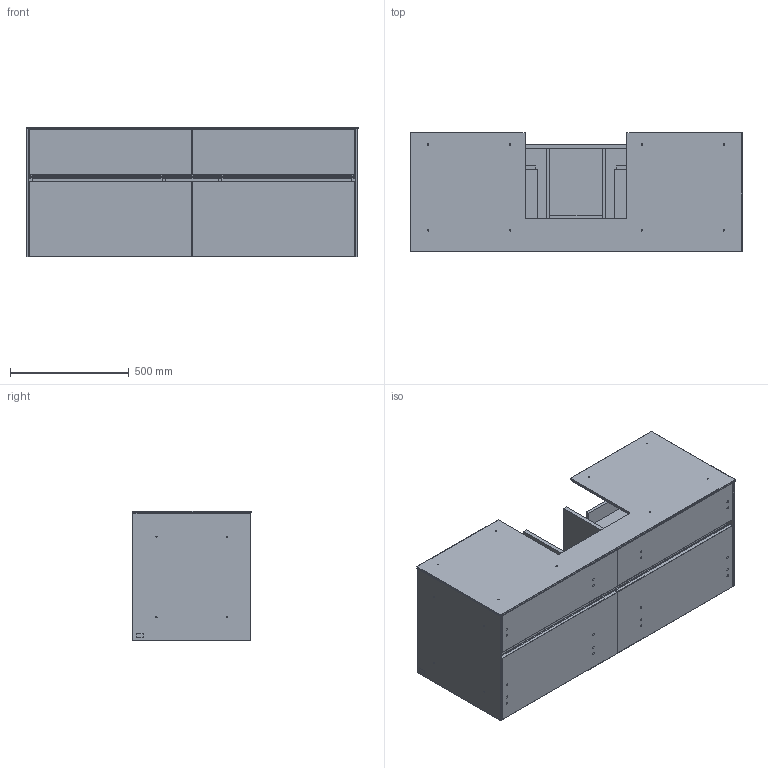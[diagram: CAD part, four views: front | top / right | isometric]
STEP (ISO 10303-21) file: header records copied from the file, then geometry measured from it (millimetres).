
FILE_DESCRIPTION((' '),'2;1');
FILE_NAME('C073B0.stp','2022-04-21T13:31:00',(' '),(' '),' ','ACIS',' ');
FILE_SCHEMA(('CONFIG_CONTROL_DESIGN'));
Length unit declared in the file: millimetre
Products named in the file (32): C073B0.stp; Körper1; Körper2; Körper3; Körper4; Körper5; Körper6; Körper7; Körper8; Körper9; Körper10; Körper11; Körper12; Körper13; Körper14; Körper15; Körper16; Körper17; Körper18; Körper19; Körper20; Körper21; Körper22; Körper23; Körper24; Körper25; Körper26; Körper27; Körper28; Körper29; Körper30; Körper31
Assembly tree (31 placements, depth 2):
  C073B0.stp
    Körper1
    Körper2
    Körper3
    Körper4
    Körper5
    Körper6
    Körper7
    Körper8
    Körper9
    Körper10
    Körper11
    Körper12
    Körper13
    Körper14
    Körper15
    Körper16
    Körper17
    Körper18
    Körper19
    Körper20
    Körper21
    Körper22
    Körper23
    Körper24
    Körper25
    Körper26
    Körper27
    Körper28
    Körper29
    Körper30
    Körper31
Bounding box: 1400 x 500 x 548 mm (x, y, z)
Volume: 68843775 mm3; surface area: 10989436 mm2
Topology: 31 solids, 31 shells, 1095 faces, 2250 edges, 1482 vertices
Faces by surface type: plane 704, cylinder 387, sphere 4
Full cylindrical faces by diameter (mm): 3 x72, 5 x50, 8 x81, 8.02 x64, 10 x24
Entity records: 31694 total; most frequent: DIRECTION 5001, CARTESIAN_POINT 4499, ORIENTED_EDGE 3814, AXIS2_PLACEMENT_3D 1936, EDGE_CURVE 1907, EDGE_LOOP 1705, VERTEX_POINT 1434, VECTOR 1129
